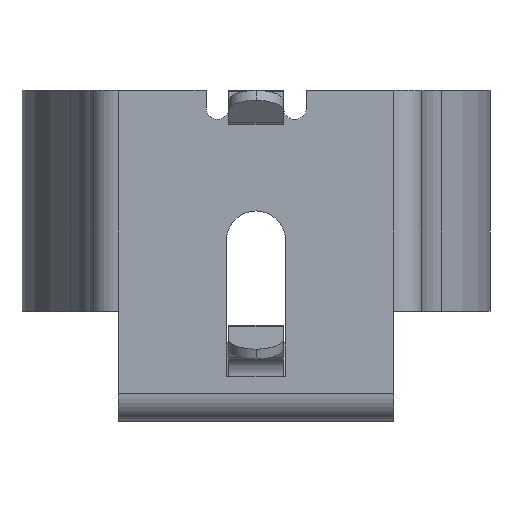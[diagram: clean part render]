
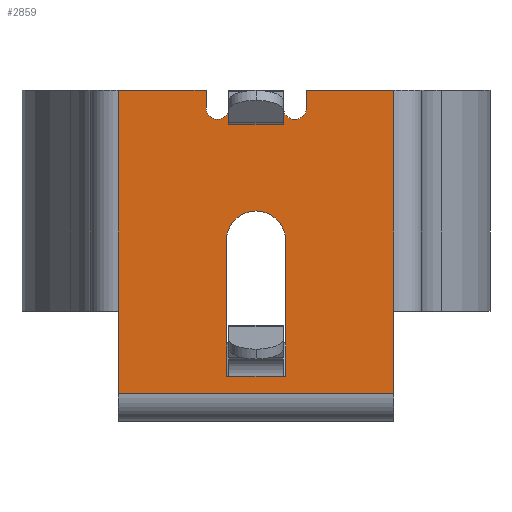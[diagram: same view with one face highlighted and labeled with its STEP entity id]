
A CAD part, front view. The second image highlights one B-rep face of the part: STEP entity #2859.
In plain terms, the highlighted planar face has unit normal (0, -1, 0).
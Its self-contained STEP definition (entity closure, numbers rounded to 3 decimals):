
#38 = CIRCLE ( 'NONE', #3418, 0.85 ) ;
#77 = LINE ( 'NONE', #2960, #993 ) ;
#85 = DIRECTION ( 'NONE',  ( 0., 0., 1. ) ) ;
#92 = DIRECTION ( 'NONE',  ( 0., 1., 0. ) ) ;
#136 = DIRECTION ( 'NONE',  ( 0., 0., 1. ) ) ;
#176 = DIRECTION ( 'NONE',  ( 1., 0., 0. ) ) ;
#266 = VERTEX_POINT ( 'NONE', #1783 ) ;
#269 = VERTEX_POINT ( 'NONE', #2626 ) ;
#314 = VECTOR ( 'NONE', #3036, 1000. ) ;
#326 = DIRECTION ( 'NONE',  ( 0., 0., 1. ) ) ;
#356 = DIRECTION ( 'NONE',  ( 0., 0., 1. ) ) ;
#368 = CARTESIAN_POINT ( 'NONE',  ( 3.96, 4.05, 4.76 ) ) ;
#433 = LINE ( 'NONE', #1672, #2335 ) ;
#444 = LINE ( 'NONE', #2332, #1123 ) ;
#490 = EDGE_CURVE ( 'NONE', #732, #1051, #3333, .T. ) ;
#523 = CARTESIAN_POINT ( 'NONE',  ( 0.785, 4.05, -3.455 ) ) ;
#532 = VECTOR ( 'NONE', #836, 1000. ) ;
#547 = DIRECTION ( 'NONE',  ( 0., 1., 0. ) ) ;
#548 = VECTOR ( 'NONE', #1578, 1000. ) ;
#556 = VECTOR ( 'NONE', #136, 1000. ) ;
#573 = DIRECTION ( 'NONE',  ( 0., 0., 1. ) ) ;
#597 = EDGE_CURVE ( 'NONE', #1069, #2422, #444, .T. ) ;
#602 = CARTESIAN_POINT ( 'NONE',  ( -0.85, 4.05, 4.76 ) ) ;
#616 = VECTOR ( 'NONE', #2906, 1000. ) ;
#618 = CARTESIAN_POINT ( 'NONE',  ( 3.96, 4.05, -3.955 ) ) ;
#664 = CARTESIAN_POINT ( 'NONE',  ( 1.12, 4.05, 4.26 ) ) ;
#732 = VERTEX_POINT ( 'NONE', #2900 ) ;
#734 = VERTEX_POINT ( 'NONE', #2093 ) ;
#770 = VECTOR ( 'NONE', #356, 1000. ) ;
#801 = DIRECTION ( 'NONE',  ( 1., 0., 0. ) ) ;
#812 = CARTESIAN_POINT ( 'NONE',  ( 0., 4.05, 0.445 ) ) ;
#815 = VERTEX_POINT ( 'NONE', #2730 ) ;
#836 = DIRECTION ( 'NONE',  ( 1., 0., 0. ) ) ;
#846 = ORIENTED_EDGE ( 'NONE', *, *, #2719, .F. ) ;
#881 = ORIENTED_EDGE ( 'NONE', *, *, #1676, .F. ) ;
#902 = ORIENTED_EDGE ( 'NONE', *, *, #2485, .T. ) ;
#914 = ORIENTED_EDGE ( 'NONE', *, *, #1510, .F. ) ;
#922 = AXIS2_PLACEMENT_3D ( 'NONE', #1169, #1984, #573 ) ;
#930 = EDGE_CURVE ( 'NONE', #1374, #2751, #1056, .T. ) ;
#964 = CARTESIAN_POINT ( 'NONE',  ( -3.96, 4.05, 4.76 ) ) ;
#968 = CARTESIAN_POINT ( 'NONE',  ( -3.96, 4.05, 4.76 ) ) ;
#984 = ORIENTED_EDGE ( 'NONE', *, *, #3242, .T. ) ;
#993 = VECTOR ( 'NONE', #801, 1000. ) ;
#997 = VECTOR ( 'NONE', #2746, 1000. ) ;
#1003 = LINE ( 'NONE', #2356, #1846 ) ;
#1006 = ORIENTED_EDGE ( 'NONE', *, *, #1155, .F. ) ;
#1032 = ORIENTED_EDGE ( 'NONE', *, *, #597, .T. ) ;
#1035 = VERTEX_POINT ( 'NONE', #2829 ) ;
#1051 = VERTEX_POINT ( 'NONE', #1461 ) ;
#1056 = LINE ( 'NONE', #1686, #314 ) ;
#1064 = ORIENTED_EDGE ( 'NONE', *, *, #1361, .T. ) ;
#1069 = VERTEX_POINT ( 'NONE', #3354 ) ;
#1115 = CARTESIAN_POINT ( 'NONE',  ( 3.96, 4.05, 4.26 ) ) ;
#1123 = VECTOR ( 'NONE', #176, 1000. ) ;
#1155 = EDGE_CURVE ( 'NONE', #3383, #2838, #1003, .T. ) ;
#1169 = CARTESIAN_POINT ( 'NONE',  ( -1.11, 4.05, 4.26 ) ) ;
#1174 = EDGE_CURVE ( 'NONE', #2838, #2892, #2872, .T. ) ;
#1205 = ORIENTED_EDGE ( 'NONE', *, *, #3158, .F. ) ;
#1245 = LINE ( 'NONE', #1339, #997 ) ;
#1284 = LINE ( 'NONE', #602, #2208 ) ;
#1288 = LINE ( 'NONE', #964, #556 ) ;
#1325 = ORIENTED_EDGE ( 'NONE', *, *, #2679, .T. ) ;
#1339 = CARTESIAN_POINT ( 'NONE',  ( 3.96, 4.05, 4.76 ) ) ;
#1361 = EDGE_CURVE ( 'NONE', #1374, #2051, #433, .T. ) ;
#1374 = VERTEX_POINT ( 'NONE', #523 ) ;
#1380 = AXIS2_PLACEMENT_3D ( 'NONE', #664, #2568, #3111 ) ;
#1412 = DIRECTION ( 'NONE',  ( -1., 0., 0. ) ) ;
#1440 = PLANE ( 'NONE',  #1805 ) ;
#1461 = CARTESIAN_POINT ( 'NONE',  ( 0.785, 4.05, 4.26 ) ) ;
#1465 = CARTESIAN_POINT ( 'NONE',  ( 3.96, 4.05, -3.455 ) ) ;
#1475 = CARTESIAN_POINT ( 'NONE',  ( -1.435, 4.05, 4.26 ) ) ;
#1510 = EDGE_CURVE ( 'NONE', #2257, #1051, #1979, .T. ) ;
#1515 = CARTESIAN_POINT ( 'NONE',  ( -1.435, 4.05, 4.76 ) ) ;
#1531 = FACE_BOUND ( 'NONE', #2858, .T. ) ;
#1535 = VECTOR ( 'NONE', #2585, 1000. ) ;
#1578 = DIRECTION ( 'NONE',  ( 0., 0., -1. ) ) ;
#1611 = ORIENTED_EDGE ( 'NONE', *, *, #2514, .F. ) ;
#1672 = CARTESIAN_POINT ( 'NONE',  ( 0.785, 4.05, -3.455 ) ) ;
#1676 = EDGE_CURVE ( 'NONE', #269, #2051, #1758, .T. ) ;
#1686 = CARTESIAN_POINT ( 'NONE',  ( 3.96, 4.05, -3.455 ) ) ;
#1689 = CARTESIAN_POINT ( 'NONE',  ( -3.96, 4.05, 4.76 ) ) ;
#1701 = CARTESIAN_POINT ( 'NONE',  ( 0.85, 4.05, -3.455 ) ) ;
#1720 = DIRECTION ( 'NONE',  ( 1., 0., 0. ) ) ;
#1758 = LINE ( 'NONE', #1465, #2645 ) ;
#1783 = CARTESIAN_POINT ( 'NONE',  ( -0.85, 4.05, 0.445 ) ) ;
#1805 = AXIS2_PLACEMENT_3D ( 'NONE', #368, #92, #85 ) ;
#1832 = LINE ( 'NONE', #3442, #548 ) ;
#1846 = VECTOR ( 'NONE', #2654, 1000. ) ;
#1979 = LINE ( 'NONE', #1115, #532 ) ;
#1984 = DIRECTION ( 'NONE',  ( 0., 1., 0. ) ) ;
#2005 = VECTOR ( 'NONE', #2030, 1000. ) ;
#2030 = DIRECTION ( 'NONE',  ( 0., 0., -1. ) ) ;
#2051 = VERTEX_POINT ( 'NONE', #2498 ) ;
#2093 = CARTESIAN_POINT ( 'NONE',  ( 3.96, 4.05, 4.76 ) ) ;
#2188 = ORIENTED_EDGE ( 'NONE', *, *, #3428, .F. ) ;
#2208 = VECTOR ( 'NONE', #326, 1000. ) ;
#2257 = VERTEX_POINT ( 'NONE', #2604 ) ;
#2302 = EDGE_CURVE ( 'NONE', #3383, #2951, #3096, .T. ) ;
#2322 = EDGE_LOOP ( 'NONE', ( #3228, #1006, #2463, #1611, #1032, #1325, #2188, #1205, #902, #2865, #914, #984 ) ) ;
#2332 = CARTESIAN_POINT ( 'NONE',  ( 3.96, 4.05, -3.955 ) ) ;
#2335 = VECTOR ( 'NONE', #1412, 1000. ) ;
#2356 = CARTESIAN_POINT ( 'NONE',  ( 3.96, 4.05, 4.76 ) ) ;
#2414 = ORIENTED_EDGE ( 'NONE', *, *, #2694, .T. ) ;
#2422 = VERTEX_POINT ( 'NONE', #618 ) ;
#2463 = ORIENTED_EDGE ( 'NONE', *, *, #2302, .T. ) ;
#2485 = EDGE_CURVE ( 'NONE', #3302, #732, #2724, .T. ) ;
#2498 = CARTESIAN_POINT ( 'NONE',  ( -0.785, 4.05, -3.455 ) ) ;
#2514 = EDGE_CURVE ( 'NONE', #1069, #2951, #1288, .T. ) ;
#2562 = CARTESIAN_POINT ( 'NONE',  ( 1.456, 4.05, 4.76 ) ) ;
#2568 = DIRECTION ( 'NONE',  ( 0., 1., 0. ) ) ;
#2585 = DIRECTION ( 'NONE',  ( 0., 0., -1. ) ) ;
#2604 = CARTESIAN_POINT ( 'NONE',  ( -0.785, 4.05, 4.26 ) ) ;
#2626 = CARTESIAN_POINT ( 'NONE',  ( -0.85, 4.05, -3.455 ) ) ;
#2636 = ORIENTED_EDGE ( 'NONE', *, *, #3474, .T. ) ;
#2645 = VECTOR ( 'NONE', #1720, 1000. ) ;
#2654 = DIRECTION ( 'NONE',  ( 1., 0., 0. ) ) ;
#2679 = EDGE_CURVE ( 'NONE', #2422, #1035, #1245, .T. ) ;
#2694 = EDGE_CURVE ( 'NONE', #269, #266, #1284, .T. ) ;
#2719 = EDGE_CURVE ( 'NONE', #2751, #815, #3303, .T. ) ;
#2724 = LINE ( 'NONE', #2562, #2005 ) ;
#2730 = CARTESIAN_POINT ( 'NONE',  ( 0.85, 4.05, 0.445 ) ) ;
#2746 = DIRECTION ( 'NONE',  ( 0., 0., 1. ) ) ;
#2750 = CIRCLE ( 'NONE', #922, 0.325 ) ;
#2751 = VERTEX_POINT ( 'NONE', #1701 ) ;
#2770 = CARTESIAN_POINT ( 'NONE',  ( 0.85, 4.05, 4.76 ) ) ;
#2829 = CARTESIAN_POINT ( 'NONE',  ( 3.96, 4.05, -1.59 ) ) ;
#2838 = VERTEX_POINT ( 'NONE', #3337 ) ;
#2858 = EDGE_LOOP ( 'NONE', ( #881, #2414, #2636, #846, #2943, #1064 ) ) ;
#2859 = ADVANCED_FACE ( 'NONE', ( #1531, #3391 ), #1440, .F. ) ;
#2865 = ORIENTED_EDGE ( 'NONE', *, *, #490, .T. ) ;
#2872 = LINE ( 'NONE', #1515, #616 ) ;
#2891 = CARTESIAN_POINT ( 'NONE',  ( -3.96, 4.05, -1.59 ) ) ;
#2892 = VERTEX_POINT ( 'NONE', #1475 ) ;
#2900 = CARTESIAN_POINT ( 'NONE',  ( 1.456, 4.05, 4.26 ) ) ;
#2906 = DIRECTION ( 'NONE',  ( 0., 0., -1. ) ) ;
#2943 = ORIENTED_EDGE ( 'NONE', *, *, #930, .F. ) ;
#2951 = VERTEX_POINT ( 'NONE', #2891 ) ;
#2960 = CARTESIAN_POINT ( 'NONE',  ( 3.96, 4.05, 4.76 ) ) ;
#3036 = DIRECTION ( 'NONE',  ( 1., 0., 0. ) ) ;
#3096 = LINE ( 'NONE', #968, #1535 ) ;
#3111 = DIRECTION ( 'NONE',  ( 0., 0., 1. ) ) ;
#3158 = EDGE_CURVE ( 'NONE', #3302, #734, #77, .T. ) ;
#3228 = ORIENTED_EDGE ( 'NONE', *, *, #1174, .F. ) ;
#3229 = DIRECTION ( 'NONE',  ( 0., 0., 1. ) ) ;
#3242 = EDGE_CURVE ( 'NONE', #2257, #2892, #2750, .T. ) ;
#3302 = VERTEX_POINT ( 'NONE', #3427 ) ;
#3303 = LINE ( 'NONE', #2770, #770 ) ;
#3333 = CIRCLE ( 'NONE', #1380, 0.335 ) ;
#3337 = CARTESIAN_POINT ( 'NONE',  ( -1.435, 4.05, 4.76 ) ) ;
#3354 = CARTESIAN_POINT ( 'NONE',  ( -3.96, 4.05, -3.955 ) ) ;
#3383 = VERTEX_POINT ( 'NONE', #1689 ) ;
#3391 = FACE_OUTER_BOUND ( 'NONE', #2322, .T. ) ;
#3418 = AXIS2_PLACEMENT_3D ( 'NONE', #812, #547, #3229 ) ;
#3427 = CARTESIAN_POINT ( 'NONE',  ( 1.456, 4.05, 4.76 ) ) ;
#3428 = EDGE_CURVE ( 'NONE', #734, #1035, #1832, .T. ) ;
#3442 = CARTESIAN_POINT ( 'NONE',  ( 3.96, 4.05, 4.76 ) ) ;
#3474 = EDGE_CURVE ( 'NONE', #266, #815, #38, .T. ) ;
